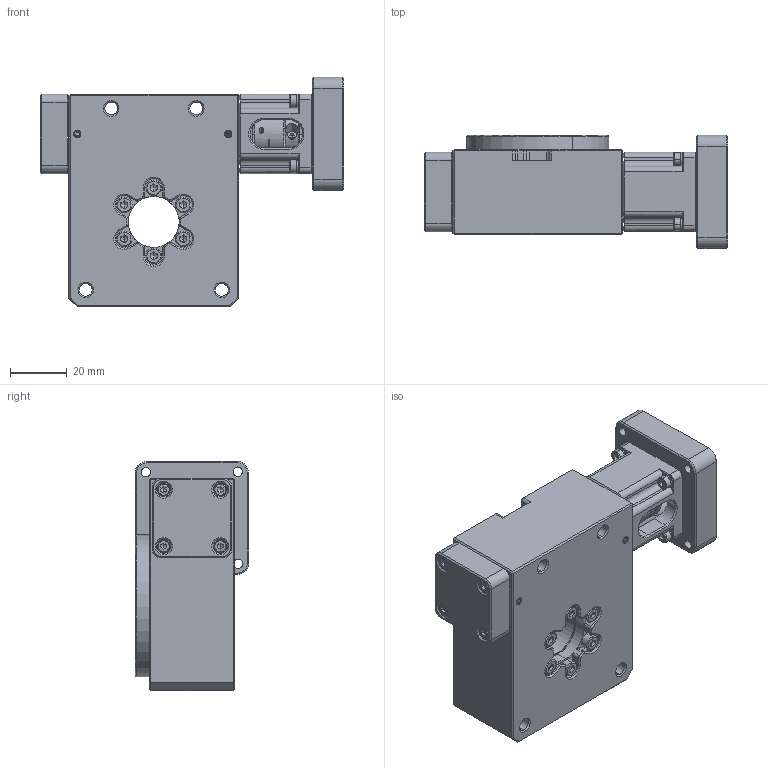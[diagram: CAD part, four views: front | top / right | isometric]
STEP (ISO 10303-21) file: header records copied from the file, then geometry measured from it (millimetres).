
FILE_DESCRIPTION (( 'STEP AP203' ), '1' );
FILE_NAME ('GR60-90K-SV2.STEP', '2021-08-23T09:40:02', ( 'karl' ), ( '' ), 'SwSTEP 2.0', 'SolidWorks 2019', '' );
FILE_SCHEMA (( 'CONFIG_CONTROL_DESIGN' ));
Length unit declared in the file: millimetre
Products named in the file (1): GR60-90K-SV2
Bounding box: 107 x 40.14 x 81.07 mm (x, y, z)
Surface area: 40527.6 mm2 (no closed solid volume)
Topology: 0 solids, 43 shells, 786 faces, 2280 edges, 1446 vertices
Faces by surface type: plane 332, cylinder 205, cone 203, torus 44, bspline 2
Entity records: 26812 total; most frequent: CARTESIAN_POINT 5947, DIRECTION 4706, ORIENTED_EDGE 3790, EDGE_CURVE 2240, AXIS2_PLACEMENT_3D 1737, VERTEX_POINT 1446, LINE 1232, VECTOR 1232
